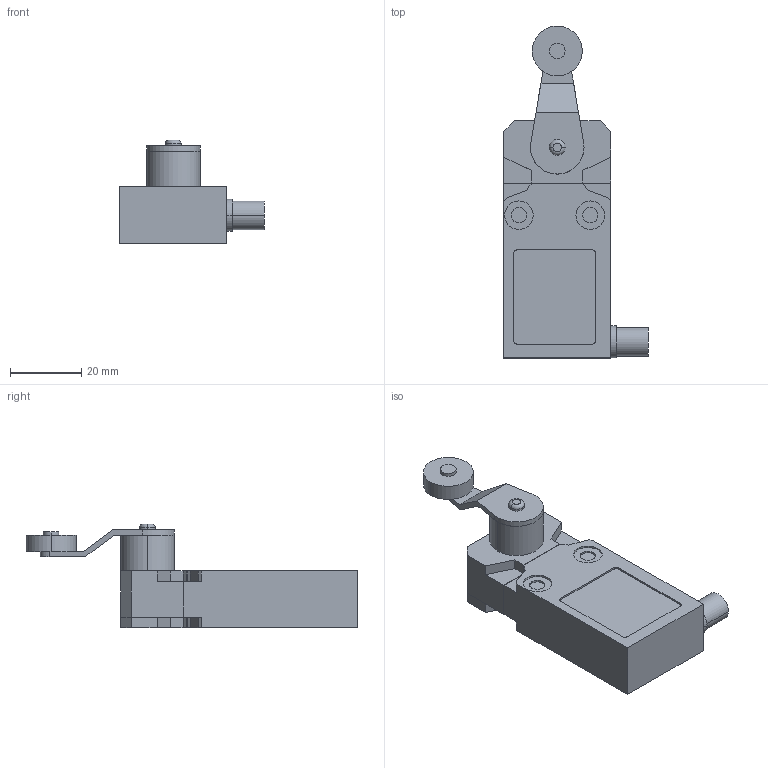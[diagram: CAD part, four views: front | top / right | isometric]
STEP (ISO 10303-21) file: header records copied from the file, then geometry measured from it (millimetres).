
FILE_DESCRIPTION((''),'2;1');
FILE_NAME('3d_KPE1L11.stp','2012-10-03T08:04:21',(''),(''),'Mechanical Desktop 2011','Mechanical Desktop 2011',', , ');
FILE_SCHEMA(('CONFIG_CONTROL_DESIGN'));
Length unit declared in the file: millimetre
Products named in the file (1): Product
Bounding box: 40.5 x 93 x 29.1 mm (x, y, z)
Volume: 34296.5 mm3; surface area: 10855.2 mm2
Topology: 9 solids, 9 shells, 112 faces, 270 edges, 181 vertices
Faces by surface type: plane 84, cylinder 26, torus 2
Entity records: 3339 total; most frequent: CARTESIAN_POINT 564, DIRECTION 558, ORIENTED_EDGE 540, EDGE_CURVE 270, VECTOR 208, LINE 208, VERTEX_POINT 181, AXIS2_PLACEMENT_3D 175
